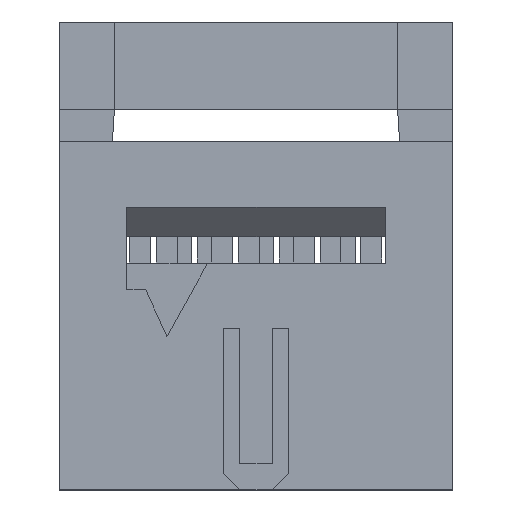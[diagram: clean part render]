
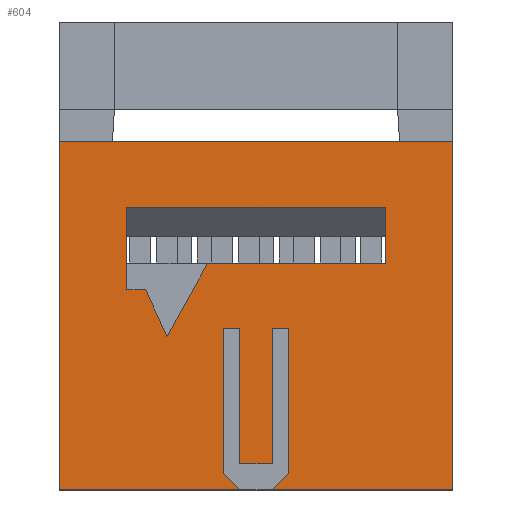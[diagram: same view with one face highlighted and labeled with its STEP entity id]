
A CAD part, top view. The second image highlights one B-rep face of the part: STEP entity #604.
In plain terms, the highlighted planar face has unit normal (0, 0, 1).
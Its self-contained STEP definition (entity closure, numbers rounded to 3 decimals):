
#417=FACE_BOUND('',#1219,.T.);
#418=FACE_BOUND('',#1220,.T.);
#604=ADVANCED_FACE('',(#417,#418),#799,.T.);
#799=PLANE('',#4543);
#1219=EDGE_LOOP('',(#2148,#2149,#2150,#2151,#2152,#2153,#2154));
#1220=EDGE_LOOP('',(#2155,#2156,#2157,#2158,#2159,#2160,#2161,#2162,#2163,
#2164,#2165,#2166,#2167,#2168));
#2148=ORIENTED_EDGE('',*,*,#2988,.T.);
#2149=ORIENTED_EDGE('',*,*,#2989,.F.);
#2150=ORIENTED_EDGE('',*,*,#2996,.T.);
#2151=ORIENTED_EDGE('',*,*,#2999,.T.);
#2152=ORIENTED_EDGE('',*,*,#2979,.F.);
#2153=ORIENTED_EDGE('',*,*,#2984,.T.);
#2154=ORIENTED_EDGE('',*,*,#2986,.T.);
#2155=ORIENTED_EDGE('',*,*,#3203,.T.);
#2156=ORIENTED_EDGE('',*,*,#3186,.F.);
#2157=ORIENTED_EDGE('',*,*,#3204,.T.);
#2158=ORIENTED_EDGE('',*,*,#3205,.F.);
#2159=ORIENTED_EDGE('',*,*,#3170,.F.);
#2160=ORIENTED_EDGE('',*,*,#3184,.F.);
#2161=ORIENTED_EDGE('',*,*,#3187,.T.);
#2162=ORIENTED_EDGE('',*,*,#3189,.T.);
#2163=ORIENTED_EDGE('',*,*,#3191,.T.);
#2164=ORIENTED_EDGE('',*,*,#3193,.T.);
#2165=ORIENTED_EDGE('',*,*,#3195,.T.);
#2166=ORIENTED_EDGE('',*,*,#3197,.T.);
#2167=ORIENTED_EDGE('',*,*,#3199,.T.);
#2168=ORIENTED_EDGE('',*,*,#3201,.T.);
#2539=VERTEX_POINT('',#6032);
#2540=VERTEX_POINT('',#6034);
#2543=VERTEX_POINT('',#6042);
#2544=VERTEX_POINT('',#6046);
#2545=VERTEX_POINT('',#6050);
#2546=VERTEX_POINT('',#6054);
#2549=VERTEX_POINT('',#6065);
#2659=VERTEX_POINT('',#6428);
#2660=VERTEX_POINT('',#6430);
#2671=VERTEX_POINT('',#6455);
#2672=VERTEX_POINT('',#6457);
#2673=VERTEX_POINT('',#6460);
#2674=VERTEX_POINT('',#6464);
#2675=VERTEX_POINT('',#6468);
#2676=VERTEX_POINT('',#6472);
#2677=VERTEX_POINT('',#6476);
#2678=VERTEX_POINT('',#6480);
#2679=VERTEX_POINT('',#6484);
#2680=VERTEX_POINT('',#6488);
#2681=VERTEX_POINT('',#6492);
#2682=VERTEX_POINT('',#6498);
#2979=EDGE_CURVE('',#2539,#2540,#3533,.T.);
#2984=EDGE_CURVE('',#2539,#2543,#3538,.T.);
#2986=EDGE_CURVE('',#2543,#2544,#3540,.T.);
#2988=EDGE_CURVE('',#2544,#2545,#3542,.T.);
#2989=EDGE_CURVE('',#2546,#2545,#3543,.T.);
#2996=EDGE_CURVE('',#2546,#2549,#3550,.T.);
#2999=EDGE_CURVE('',#2549,#2540,#3553,.T.);
#3170=EDGE_CURVE('',#2659,#2660,#3716,.T.);
#3184=EDGE_CURVE('',#2672,#2659,#3730,.T.);
#3186=EDGE_CURVE('',#2673,#2671,#3732,.T.);
#3187=EDGE_CURVE('',#2672,#2674,#3733,.T.);
#3189=EDGE_CURVE('',#2674,#2675,#3735,.T.);
#3191=EDGE_CURVE('',#2675,#2676,#3737,.T.);
#3193=EDGE_CURVE('',#2676,#2677,#3739,.T.);
#3195=EDGE_CURVE('',#2677,#2678,#3741,.T.);
#3197=EDGE_CURVE('',#2678,#2679,#3743,.T.);
#3199=EDGE_CURVE('',#2679,#2680,#3745,.T.);
#3201=EDGE_CURVE('',#2680,#2681,#3747,.T.);
#3203=EDGE_CURVE('',#2681,#2671,#3749,.T.);
#3204=EDGE_CURVE('',#2673,#2682,#3750,.T.);
#3205=EDGE_CURVE('',#2660,#2682,#3751,.T.);
#3533=LINE('',#6033,#4075);
#3538=LINE('',#6043,#4080);
#3540=LINE('',#6047,#4082);
#3542=LINE('',#6051,#4084);
#3543=LINE('',#6053,#4085);
#3550=LINE('',#6066,#4092);
#3553=LINE('',#6071,#4095);
#3716=LINE('',#6429,#4258);
#3730=LINE('',#6458,#4272);
#3732=LINE('',#6461,#4274);
#3733=LINE('',#6463,#4275);
#3735=LINE('',#6467,#4277);
#3737=LINE('',#6471,#4279);
#3739=LINE('',#6475,#4281);
#3741=LINE('',#6479,#4283);
#3743=LINE('',#6483,#4285);
#3745=LINE('',#6487,#4287);
#3747=LINE('',#6491,#4289);
#3749=LINE('',#6495,#4291);
#3750=LINE('',#6497,#4292);
#3751=LINE('',#6499,#4293);
#4075=VECTOR('',#4997,1.);
#4080=VECTOR('',#5004,1.);
#4082=VECTOR('',#5008,1.);
#4084=VECTOR('',#5012,1.);
#4085=VECTOR('',#5015,1.);
#4092=VECTOR('',#5026,1.);
#4095=VECTOR('',#5031,1.);
#4258=VECTOR('',#5318,1.);
#4272=VECTOR('',#5336,1.);
#4274=VECTOR('',#5338,1.);
#4275=VECTOR('',#5341,1.);
#4277=VECTOR('',#5345,1.);
#4279=VECTOR('',#5349,1.);
#4281=VECTOR('',#5353,1.);
#4283=VECTOR('',#5357,1.);
#4285=VECTOR('',#5361,1.);
#4287=VECTOR('',#5365,1.);
#4289=VECTOR('',#5369,1.);
#4291=VECTOR('',#5373,1.);
#4292=VECTOR('',#5376,1.);
#4293=VECTOR('',#5377,1.);
#4543=AXIS2_PLACEMENT_3D('',#6500,#5378,#5379);
#4997=DIRECTION('',(1.,0.,0.));
#5004=DIRECTION('',(-0.486,-0.874,0.));
#5008=DIRECTION('',(-0.416,0.91,0.));
#5012=DIRECTION('',(-1.,0.,0.));
#5015=DIRECTION('',(0.,-1.,0.));
#5026=DIRECTION('',(1.,0.,0.));
#5031=DIRECTION('',(0.,-1.,0.));
#5318=DIRECTION('',(0.,1.,0.));
#5336=DIRECTION('',(-1.,0.,0.));
#5338=DIRECTION('',(-1.,0.,0.));
#5341=DIRECTION('',(-0.707,0.707,0.));
#5345=DIRECTION('',(0.,1.,0.));
#5349=DIRECTION('',(1.,0.,0.));
#5353=DIRECTION('',(0.,-1.,0.));
#5357=DIRECTION('',(1.,0.,0.));
#5361=DIRECTION('',(0.,1.,0.));
#5365=DIRECTION('',(1.,0.,0.));
#5369=DIRECTION('',(0.,-1.,0.));
#5373=DIRECTION('',(-0.707,-0.707,0.));
#5376=DIRECTION('',(0.,1.,0.));
#5377=DIRECTION('',(1.,0.,0.));
#5378=DIRECTION('',(0.,0.,1.));
#5379=DIRECTION('',(1.,0.,0.));
#6032=CARTESIAN_POINT('',(4.59,7.,6.1));
#6033=CARTESIAN_POINT('',(4.59,7.,6.1));
#6034=CARTESIAN_POINT('',(10.11,7.,6.1));
#6042=CARTESIAN_POINT('',(3.34,4.75,6.1));
#6043=CARTESIAN_POINT('',(4.59,7.,6.1));
#6046=CARTESIAN_POINT('',(2.677,6.2,6.1));
#6047=CARTESIAN_POINT('',(3.34,4.75,6.1));
#6050=CARTESIAN_POINT('',(2.09,6.2,6.1));
#6051=CARTESIAN_POINT('',(2.677,6.2,6.1));
#6053=CARTESIAN_POINT('',(2.09,8.75,6.1));
#6054=CARTESIAN_POINT('',(2.09,8.75,6.1));
#6065=CARTESIAN_POINT('',(10.11,8.75,6.1));
#6066=CARTESIAN_POINT('',(2.09,8.75,6.1));
#6071=CARTESIAN_POINT('',(10.11,8.75,6.1));
#6428=CARTESIAN_POINT('',(0.,0.,6.1));
#6429=CARTESIAN_POINT('',(0.,0.,6.1));
#6430=CARTESIAN_POINT('',(0.,10.8,6.1));
#6455=CARTESIAN_POINT('',(6.6,0.,6.1));
#6457=CARTESIAN_POINT('',(5.6,0.,6.1));
#6458=CARTESIAN_POINT('',(5.6,0.,6.1));
#6460=CARTESIAN_POINT('',(12.2,0.,6.1));
#6461=CARTESIAN_POINT('',(12.2,0.,6.1));
#6463=CARTESIAN_POINT('',(5.6,0.,6.1));
#6464=CARTESIAN_POINT('',(5.1,0.5,6.1));
#6467=CARTESIAN_POINT('',(5.1,0.5,6.1));
#6468=CARTESIAN_POINT('',(5.1,5.,6.1));
#6471=CARTESIAN_POINT('',(5.1,5.,6.1));
#6472=CARTESIAN_POINT('',(5.6,5.,6.1));
#6475=CARTESIAN_POINT('',(5.6,5.,6.1));
#6476=CARTESIAN_POINT('',(5.6,0.8,6.1));
#6479=CARTESIAN_POINT('',(5.6,0.8,6.1));
#6480=CARTESIAN_POINT('',(6.6,0.8,6.1));
#6483=CARTESIAN_POINT('',(6.6,0.8,6.1));
#6484=CARTESIAN_POINT('',(6.6,5.,6.1));
#6487=CARTESIAN_POINT('',(6.6,5.,6.1));
#6488=CARTESIAN_POINT('',(7.1,5.,6.1));
#6491=CARTESIAN_POINT('',(7.1,5.,6.1));
#6492=CARTESIAN_POINT('',(7.1,0.5,6.1));
#6495=CARTESIAN_POINT('',(7.1,0.5,6.1));
#6497=CARTESIAN_POINT('',(12.2,0.,6.1));
#6498=CARTESIAN_POINT('',(12.2,10.8,6.1));
#6499=CARTESIAN_POINT('',(0.,10.8,6.1));
#6500=CARTESIAN_POINT('',(-0.405,-0.64,6.1));
